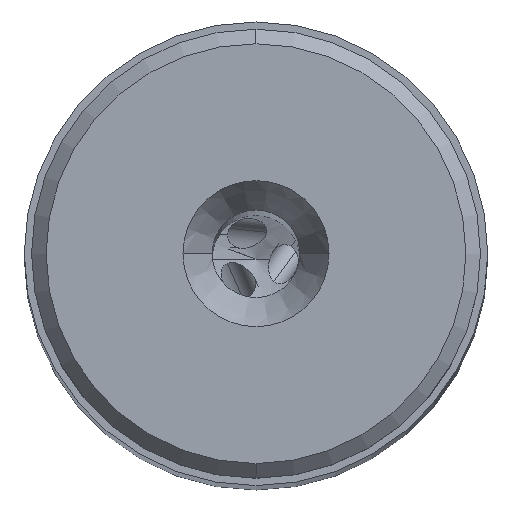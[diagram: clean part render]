
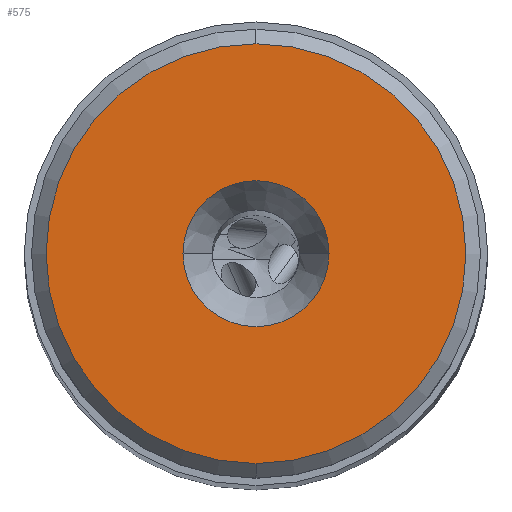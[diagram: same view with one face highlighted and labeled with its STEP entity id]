
A CAD part, top view. The second image highlights one B-rep face of the part: STEP entity #575.
In plain terms, the highlighted planar face has unit normal (0, 0, 1).
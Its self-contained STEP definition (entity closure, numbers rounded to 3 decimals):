
#575=ADVANCED_FACE('',(#879,#880),#820,.T.);
#820=PLANE('',#5688);
#879=FACE_BOUND('',#951,.T.);
#880=FACE_BOUND('',#952,.T.);
#951=EDGE_LOOP('',(#2330,#2331,#2332,#2333));
#952=EDGE_LOOP('',(#2334,#2335));
#1697=CIRCLE('',#5681,5.);
#1698=CIRCLE('',#5683,14.375);
#1699=CIRCLE('',#5684,14.375);
#1700=CIRCLE('',#5685,14.375);
#1701=CIRCLE('',#5686,14.375);
#1702=CIRCLE('',#5687,5.);
#2330=ORIENTED_EDGE('',*,*,#4474,.F.);
#2331=ORIENTED_EDGE('',*,*,#4475,.F.);
#2332=ORIENTED_EDGE('',*,*,#4476,.F.);
#2333=ORIENTED_EDGE('',*,*,#4477,.F.);
#2334=ORIENTED_EDGE('',*,*,#4478,.F.);
#2335=ORIENTED_EDGE('',*,*,#4473,.F.);
#3849=VERTEX_POINT('',#11457);
#3850=VERTEX_POINT('',#11459);
#3851=VERTEX_POINT('',#11463);
#3852=VERTEX_POINT('',#11464);
#3853=VERTEX_POINT('',#11466);
#3854=VERTEX_POINT('',#11468);
#4473=EDGE_CURVE('',#3850,#3849,#1697,.T.);
#4474=EDGE_CURVE('',#3851,#3852,#1698,.T.);
#4475=EDGE_CURVE('',#3853,#3851,#1699,.T.);
#4476=EDGE_CURVE('',#3854,#3853,#1700,.T.);
#4477=EDGE_CURVE('',#3852,#3854,#1701,.T.);
#4478=EDGE_CURVE('',#3849,#3850,#1702,.T.);
#5681=AXIS2_PLACEMENT_3D('',#11460,#6476,#6477);
#5683=AXIS2_PLACEMENT_3D('',#11462,#6480,#6481);
#5684=AXIS2_PLACEMENT_3D('',#11465,#6482,#6483);
#5685=AXIS2_PLACEMENT_3D('',#11467,#6484,#6485);
#5686=AXIS2_PLACEMENT_3D('',#11469,#6486,#6487);
#5687=AXIS2_PLACEMENT_3D('',#11470,#6488,#6489);
#5688=AXIS2_PLACEMENT_3D('',#11471,#6490,#6491);
#6476=DIRECTION('',(0.,0.,1.));
#6477=DIRECTION('',(1.,0.,0.));
#6480=DIRECTION('',(0.,0.,-1.));
#6481=DIRECTION('',(-1.,0.,0.));
#6482=DIRECTION('',(0.,0.,-1.));
#6483=DIRECTION('',(0.,-1.,0.));
#6484=DIRECTION('',(0.,0.,-1.));
#6485=DIRECTION('',(1.,0.,0.));
#6486=DIRECTION('',(0.,0.,-1.));
#6487=DIRECTION('',(0.,1.,0.));
#6488=DIRECTION('',(0.,0.,1.));
#6489=DIRECTION('',(-1.,0.,0.));
#6490=DIRECTION('',(0.,0.,1.));
#6491=DIRECTION('',(1.,0.,0.));
#11457=CARTESIAN_POINT('',(-5.,0.,0.));
#11459=CARTESIAN_POINT('',(5.,0.,0.));
#11460=CARTESIAN_POINT('',(0.,0.,0.));
#11462=CARTESIAN_POINT('',(0.,0.,0.));
#11463=CARTESIAN_POINT('',(-14.375,0.,0.));
#11464=CARTESIAN_POINT('',(0.,14.375,0.));
#11465=CARTESIAN_POINT('',(0.,0.,0.));
#11466=CARTESIAN_POINT('',(0.,-14.375,0.));
#11467=CARTESIAN_POINT('',(0.,0.,0.));
#11468=CARTESIAN_POINT('',(14.375,0.,0.));
#11469=CARTESIAN_POINT('',(0.,0.,0.));
#11470=CARTESIAN_POINT('',(0.,0.,0.));
#11471=CARTESIAN_POINT('',(-0.001,0.,0.));
